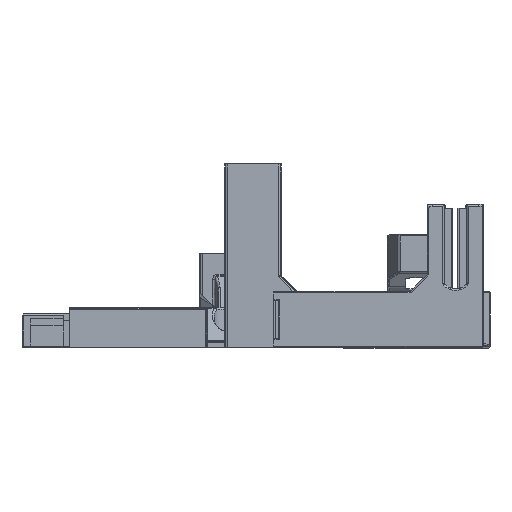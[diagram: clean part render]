
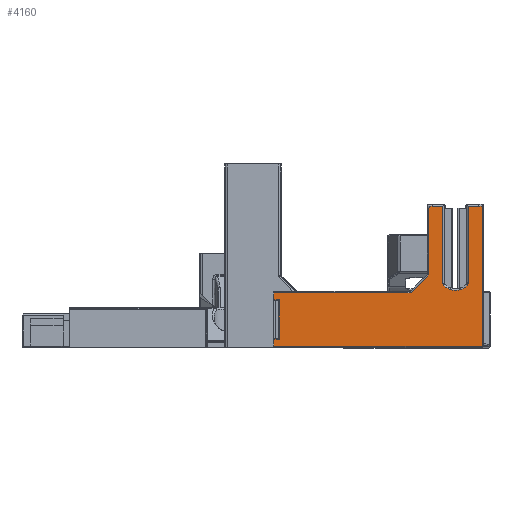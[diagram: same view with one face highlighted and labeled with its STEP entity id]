
A CAD part, left-side view. The second image highlights one B-rep face of the part: STEP entity #4160.
In plain terms, the highlighted planar face has unit normal (-1, 0, 0).
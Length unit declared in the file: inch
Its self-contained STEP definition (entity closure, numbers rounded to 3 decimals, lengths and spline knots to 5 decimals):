
#4160=ADVANCED_FACE('',(#8640),#8641,.F.);
#8640=FACE_OUTER_BOUND('',#17265,.T.);
#8641=PLANE('',#17266);
#17265=EDGE_LOOP('',(#29589,#29590,#29591,#29592,#29593,#29594,#29595,#29596,#29597,#29598,#29599,#29600,#29601,#29602,#29603,#29604,#29605,#29606,#29607,#29608,#29609,#29610));
#17266=AXIS2_PLACEMENT_3D('',#29611,#29612,#29613);
#29589=ORIENTED_EDGE('',*,*,#36022,.F.);
#29590=ORIENTED_EDGE('',*,*,#38727,.F.);
#29591=ORIENTED_EDGE('',*,*,#38300,.F.);
#29592=ORIENTED_EDGE('',*,*,#36569,.F.);
#29593=ORIENTED_EDGE('',*,*,#38963,.F.);
#29594=ORIENTED_EDGE('',*,*,#35898,.F.);
#29595=ORIENTED_EDGE('',*,*,#36786,.F.);
#29596=ORIENTED_EDGE('',*,*,#35401,.F.);
#29597=ORIENTED_EDGE('',*,*,#38964,.F.);
#29598=ORIENTED_EDGE('',*,*,#38965,.F.);
#29599=ORIENTED_EDGE('',*,*,#37283,.F.);
#29600=ORIENTED_EDGE('',*,*,#38966,.F.);
#29601=ORIENTED_EDGE('',*,*,#37175,.F.);
#29602=ORIENTED_EDGE('',*,*,#36566,.F.);
#29603=ORIENTED_EDGE('',*,*,#35564,.F.);
#29604=ORIENTED_EDGE('',*,*,#36762,.F.);
#29605=ORIENTED_EDGE('',*,*,#36541,.F.);
#29606=ORIENTED_EDGE('',*,*,#37235,.F.);
#29607=ORIENTED_EDGE('',*,*,#38967,.T.);
#29608=ORIENTED_EDGE('',*,*,#37872,.T.);
#29609=ORIENTED_EDGE('',*,*,#37191,.T.);
#29610=ORIENTED_EDGE('',*,*,#36920,.F.);
#29611=CARTESIAN_POINT('',(-9.65566,-0.40338,-2.90108));
#29612=DIRECTION('',(1.0,0.0,0.));
#29613=DIRECTION('',(0.,0.0,1.0));
#35401=EDGE_CURVE('',#42059,#42061,#42062,.T.);
#35564=EDGE_CURVE('',#42332,#42335,#42336,.T.);
#35898=EDGE_CURVE('',#42871,#42872,#42873,.T.);
#36022=EDGE_CURVE('',#43066,#43068,#43069,.T.);
#36541=EDGE_CURVE('',#43882,#43884,#43885,.T.);
#36566=EDGE_CURVE('',#42335,#43918,#43920,.T.);
#36569=EDGE_CURVE('',#43923,#43925,#43926,.T.);
#36762=EDGE_CURVE('',#43884,#42332,#44217,.T.);
#36786=EDGE_CURVE('',#42061,#42871,#44252,.T.);
#36920=EDGE_CURVE('',#43068,#44461,#44462,.T.);
#37175=EDGE_CURVE('',#43918,#44829,#44831,.T.);
#37191=EDGE_CURVE('',#44850,#44461,#44851,.T.);
#37235=EDGE_CURVE('',#44912,#43882,#44915,.T.);
#37283=EDGE_CURVE('',#44980,#42957,#44983,.T.);
#37872=EDGE_CURVE('',#45813,#44850,#45816,.T.);
#38300=EDGE_CURVE('',#43925,#43100,#46384,.T.);
#38727=EDGE_CURVE('',#43100,#43066,#46915,.T.);
#38963=EDGE_CURVE('',#42872,#43923,#47189,.T.);
#38964=EDGE_CURVE('',#47190,#42059,#47191,.T.);
#38965=EDGE_CURVE('',#42957,#47190,#47192,.T.);
#38966=EDGE_CURVE('',#44829,#44980,#47193,.T.);
#38967=EDGE_CURVE('',#44912,#45813,#47194,.T.);
#42059=VERTEX_POINT('',#51592);
#42061=VERTEX_POINT('',#51595);
#42062=CIRCLE('',#51596,0.04724);
#42332=VERTEX_POINT('',#52042);
#42335=VERTEX_POINT('',#52046);
#42336=LINE('',#52047,#52048);
#42871=VERTEX_POINT('',#52813);
#42872=VERTEX_POINT('',#52814);
#42873=CIRCLE('',#52815,0.22441);
#42957=VERTEX_POINT('',#52927);
#43066=VERTEX_POINT('',#53120);
#43068=VERTEX_POINT('',#53123);
#43069=LINE('',#53124,#53125);
#43100=VERTEX_POINT('',#53167);
#43882=VERTEX_POINT('',#54484);
#43884=VERTEX_POINT('',#54487);
#43885=LINE('',#54488,#54489);
#43918=VERTEX_POINT('',#54534);
#43920=LINE('',#54537,#54538);
#43923=VERTEX_POINT('',#54541);
#43925=VERTEX_POINT('',#54544);
#43926=CIRCLE('',#54545,0.04724);
#44217=LINE('',#55032,#55033);
#44252=CIRCLE('',#55116,0.22441);
#44461=VERTEX_POINT('',#55435);
#44462=LINE('',#55436,#55437);
#44829=VERTEX_POINT('',#56058);
#44831=ELLIPSE('',#56061,0.06819,0.03937);
#44850=VERTEX_POINT('',#56097);
#44851=LINE('',#56098,#56099);
#44912=VERTEX_POINT('',#56188);
#44915=LINE('',#56192,#56193);
#44980=VERTEX_POINT('',#56286);
#44983=LINE('',#56290,#56291);
#45813=VERTEX_POINT('',#57598);
#45816=LINE('',#57603,#57604);
#46384=LINE('',#58527,#58528);
#46915=LINE('',#59429,#59430);
#47189=CIRCLE('',#59877,0.04724);
#47190=VERTEX_POINT('',#59878);
#47191=CIRCLE('',#59879,0.04724);
#47192=LINE('',#59880,#59881);
#47193=ELLIPSE('',#59882,0.06819,0.03937);
#47194=LINE('',#59883,#59884);
#51592=CARTESIAN_POINT('',(-9.65566,-0.37701,-0.39882));
#51595=CARTESIAN_POINT('',(-9.65566,-0.38704,-0.41404));
#51596=AXIS2_PLACEMENT_3D('',#63007,#63008,#63009);
#52042=CARTESIAN_POINT('',(-9.65566,0.07108,-0.51818));
#52046=CARTESIAN_POINT('',(-9.65566,-0.17898,-0.26812));
#52047=CARTESIAN_POINT('',(-9.65566,0.48567,-0.93277));
#52048=VECTOR('',#63203,1.0);
#52813=CARTESIAN_POINT('',(-9.65566,-0.54906,-0.48114));
#52814=CARTESIAN_POINT('',(-9.65566,-0.71108,-0.41404));
#52815=AXIS2_PLACEMENT_3D('',#63657,#63658,#63659);
#52927=CARTESIAN_POINT('',(-9.65566,-0.37349,0.69171));
#53120=CARTESIAN_POINT('',(-9.65566,-0.91914,0.69171));
#53123=CARTESIAN_POINT('',(-9.65566,-0.91914,-1.25833));
#53124=CARTESIAN_POINT('',(-9.65566,-0.91914,-1.76203));
#53125=VECTOR('',#63809,1.0);
#53167=CARTESIAN_POINT('',(-9.65566,-0.72462,0.69171));
#54484=CARTESIAN_POINT('',(-9.65566,1.98154,-0.61268));
#54487=CARTESIAN_POINT('',(-9.65566,1.98154,-0.51818));
#54488=CARTESIAN_POINT('',(-9.65566,1.98154,-0.55361));
#54489=VECTOR('',#64398,1.0);
#54534=CARTESIAN_POINT('',(-9.65566,-0.17898,0.66387));
#54537=CARTESIAN_POINT('',(-9.65566,-0.17898,-1.76203));
#54538=VECTOR('',#64430,1.0);
#54541=CARTESIAN_POINT('',(-9.65566,-0.72111,-0.39882));
#54544=CARTESIAN_POINT('',(-9.65566,-0.72462,-0.38093));
#54545=AXIS2_PLACEMENT_3D('',#64432,#64433,#64434);
#55032=CARTESIAN_POINT('',(-9.65566,0.26182,-0.51818));
#55033=VECTOR('',#64635,1.0);
#55116=AXIS2_PLACEMENT_3D('',#64656,#64657,#64658);
#55435=CARTESIAN_POINT('',(-9.65566,1.98154,-1.25833));
#55436=CARTESIAN_POINT('',(-9.65566,0.26182,-1.25833));
#55437=VECTOR('',#64800,1.0);
#56058=CARTESIAN_POINT('',(-9.65566,-0.18644,0.68425));
#56061=AXIS2_PLACEMENT_3D('',#65055,#65056,#65057);
#56097=CARTESIAN_POINT('',(-9.65566,1.98154,-1.16385));
#56098=CARTESIAN_POINT('',(-9.65566,1.98154,-1.2229));
#56099=VECTOR('',#65067,1.0);
#56188=CARTESIAN_POINT('',(-9.65566,1.9028,-0.61268));
#56192=CARTESIAN_POINT('',(-9.65566,1.94217,-0.61268));
#56193=VECTOR('',#65109,1.0);
#56286=CARTESIAN_POINT('',(-9.65566,-0.20682,0.69171));
#56290=CARTESIAN_POINT('',(-9.65566,-0.55551,0.69171));
#56291=VECTOR('',#65154,1.0);
#57598=CARTESIAN_POINT('',(-9.65566,1.9028,-1.16385));
#57603=CARTESIAN_POINT('',(-9.65566,1.94217,-1.16385));
#57604=VECTOR('',#65830,1.0);
#58527=CARTESIAN_POINT('',(-9.65566,-0.72462,-1.99587));
#58528=VECTOR('',#66259,1.0);
#59429=CARTESIAN_POINT('',(-9.65566,-0.55551,0.69171));
#59430=VECTOR('',#66684,1.0);
#59877=AXIS2_PLACEMENT_3D('',#66904,#66905,#66906);
#59878=CARTESIAN_POINT('',(-9.65566,-0.37349,-0.38093));
#59879=AXIS2_PLACEMENT_3D('',#66907,#66908,#66909);
#59880=CARTESIAN_POINT('',(-9.65566,-0.37349,-1.99587));
#59881=VECTOR('',#66910,1.0);
#59882=AXIS2_PLACEMENT_3D('',#66911,#66912,#66913);
#59883=CARTESIAN_POINT('',(-9.65566,1.9028,-1.59219));
#59884=VECTOR('',#66914,1.0);
#63007=CARTESIAN_POINT('',(-9.65566,-0.42074,-0.38093));
#63008=DIRECTION('',(-1.0,0.0,0.));
#63009=DIRECTION('',(0.,0.926,-0.379));
#63203=DIRECTION('',(0.,-0.707,0.707));
#63657=CARTESIAN_POINT('',(-9.65566,-0.55103,-0.25674));
#63658=DIRECTION('',(-1.0,0.0,0.));
#63659=DIRECTION('',(0.,-1.0,0.));
#63809=DIRECTION('',(0.,0.0,-1.0));
#64398=DIRECTION('',(0.,0.0,1.0));
#64430=DIRECTION('',(0.,0.0,1.0));
#64432=CARTESIAN_POINT('',(-9.65566,-0.67738,-0.38093));
#64433=DIRECTION('',(-1.0,0.0,0.));
#64434=DIRECTION('',(0.,-0.926,-0.379));
#64635=DIRECTION('',(0.0,-1.0,0.0));
#64656=CARTESIAN_POINT('',(-9.65566,-0.54709,-0.25674));
#64657=DIRECTION('',(-1.0,0.0,0.));
#64658=DIRECTION('',(0.,1.0,0.));
#64800=DIRECTION('',(0.0,1.0,0.0));
#65055=CARTESIAN_POINT('',(-9.65566,-0.23466,0.63603));
#65056=DIRECTION('',(1.0,0.,0.));
#65057=DIRECTION('',(0.,0.707,0.707));
#65067=DIRECTION('',(0.,0.0,-1.0));
#65109=DIRECTION('',(0.0,1.0,0.0));
#65154=DIRECTION('',(0.0,-1.0,0.0));
#65830=DIRECTION('',(0.0,1.0,0.0));
#66259=DIRECTION('',(0.,0.0,1.0));
#66684=DIRECTION('',(0.0,-1.0,0.0));
#66904=CARTESIAN_POINT('',(-9.65566,-0.67738,-0.38093));
#66905=DIRECTION('',(-1.0,0.0,0.));
#66906=DIRECTION('',(0.,-0.926,-0.379));
#66907=CARTESIAN_POINT('',(-9.65566,-0.42074,-0.38093));
#66908=DIRECTION('',(-1.0,0.0,0.));
#66909=DIRECTION('',(0.,0.926,-0.379));
#66910=DIRECTION('',(0.,0.0,-1.0));
#66911=CARTESIAN_POINT('',(-9.65566,-0.23466,0.63603));
#66912=DIRECTION('',(1.0,0.,0.));
#66913=DIRECTION('',(0.,0.707,0.707));
#66914=DIRECTION('',(0.,0.0,-1.0));
